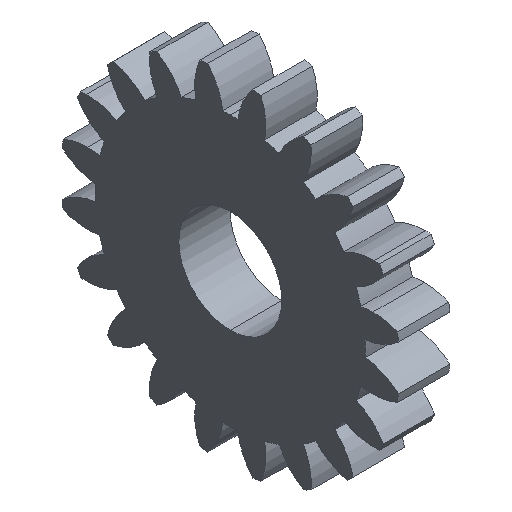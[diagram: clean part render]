
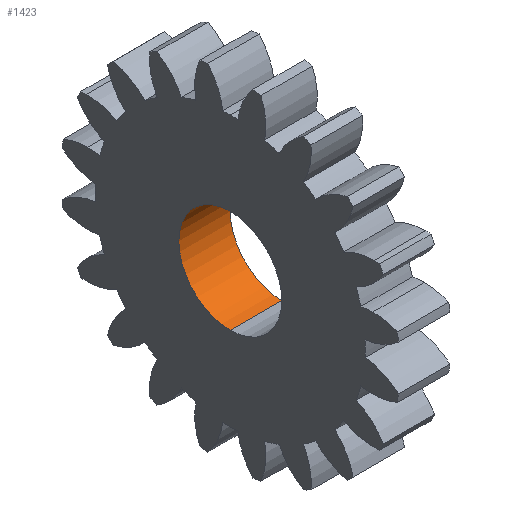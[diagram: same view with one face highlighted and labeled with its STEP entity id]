
A CAD part, isometric view. The second image highlights one B-rep face of the part: STEP entity #1423.
In plain terms, the highlighted cylindrical face has radius 20 mm (diameter 40 mm), a partial arc.
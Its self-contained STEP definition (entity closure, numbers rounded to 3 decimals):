
#266 = DIRECTION ( 'NONE',  ( 0., 0., 1. ) ) ;
#360 = EDGE_LOOP ( 'NONE', ( #1808, #2491, #2744, #977 ) ) ;
#508 = DIRECTION ( 'NONE',  ( -1., 0., 0. ) ) ;
#538 = CYLINDRICAL_SURFACE ( 'NONE', #2072, 20. ) ;
#725 = DIRECTION ( 'NONE',  ( -1., 0., 0. ) ) ;
#735 = CARTESIAN_POINT ( 'NONE',  ( 20., 0., 0. ) ) ;
#755 = DIRECTION ( 'NONE',  ( -1., 0., 0. ) ) ;
#787 = CARTESIAN_POINT ( 'NONE',  ( 20., 0., 20. ) ) ;
#934 = EDGE_CURVE ( 'NONE', #1925, #1468, #1691, .T. ) ;
#947 = LINE ( 'NONE', #2176, #3147 ) ;
#977 = ORIENTED_EDGE ( 'NONE', *, *, #2829, .T. ) ;
#982 = EDGE_CURVE ( 'NONE', #1468, #1077, #1460, .T. ) ;
#1004 = DIRECTION ( 'NONE',  ( 1., 0., 0. ) ) ;
#1077 = VERTEX_POINT ( 'NONE', #2219 ) ;
#1209 = CARTESIAN_POINT ( 'NONE',  ( 0., 0., 0. ) ) ;
#1247 = CARTESIAN_POINT ( 'NONE',  ( 0., 0., -20. ) ) ;
#1423 = ADVANCED_FACE ( 'NONE', ( #1829 ), #538, .F. ) ;
#1451 = VERTEX_POINT ( 'NONE', #1247 ) ;
#1460 = LINE ( 'NONE', #2207, #1878 ) ;
#1468 = VERTEX_POINT ( 'NONE', #787 ) ;
#1691 = CIRCLE ( 'NONE', #2751, 20. ) ;
#1808 = ORIENTED_EDGE ( 'NONE', *, *, #1915, .F. ) ;
#1829 = FACE_OUTER_BOUND ( 'NONE', #360, .T. ) ;
#1878 = VECTOR ( 'NONE', #755, 1000. ) ;
#1915 = EDGE_CURVE ( 'NONE', #1925, #1451, #947, .T. ) ;
#1925 = VERTEX_POINT ( 'NONE', #1935 ) ;
#1935 = CARTESIAN_POINT ( 'NONE',  ( 20., 0., -20. ) ) ;
#2072 = AXIS2_PLACEMENT_3D ( 'NONE', #2450, #2720, #266 ) ;
#2176 = CARTESIAN_POINT ( 'NONE',  ( 50., 0., -20. ) ) ;
#2207 = CARTESIAN_POINT ( 'NONE',  ( 50., 0., 20. ) ) ;
#2219 = CARTESIAN_POINT ( 'NONE',  ( 0., 0., 20. ) ) ;
#2306 = AXIS2_PLACEMENT_3D ( 'NONE', #1209, #725, #2929 ) ;
#2450 = CARTESIAN_POINT ( 'NONE',  ( 50., 0., 0. ) ) ;
#2491 = ORIENTED_EDGE ( 'NONE', *, *, #934, .T. ) ;
#2720 = DIRECTION ( 'NONE',  ( -1., 0., 0. ) ) ;
#2744 = ORIENTED_EDGE ( 'NONE', *, *, #982, .T. ) ;
#2751 = AXIS2_PLACEMENT_3D ( 'NONE', #735, #1004, #2902 ) ;
#2829 = EDGE_CURVE ( 'NONE', #1077, #1451, #3000, .T. ) ;
#2902 = DIRECTION ( 'NONE',  ( 0., 0., 1. ) ) ;
#2929 = DIRECTION ( 'NONE',  ( 0., 0., -1. ) ) ;
#3000 = CIRCLE ( 'NONE', #2306, 20. ) ;
#3147 = VECTOR ( 'NONE', #508, 1000. ) ;
